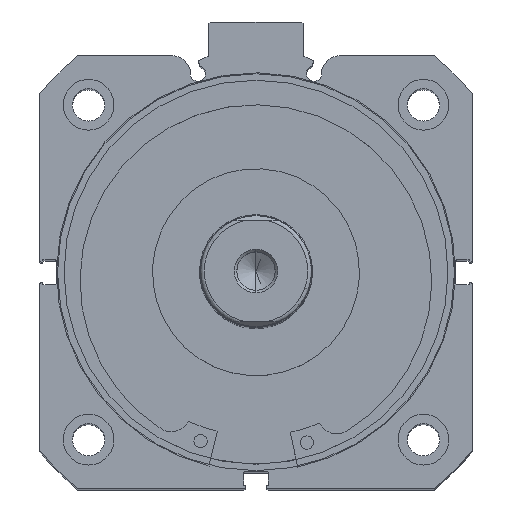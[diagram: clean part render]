
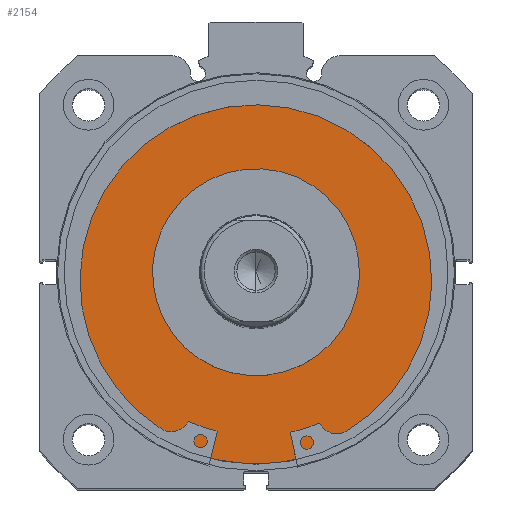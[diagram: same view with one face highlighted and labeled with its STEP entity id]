
A CAD part, top view. The second image highlights one B-rep face of the part: STEP entity #2154.
In plain terms, the highlighted face is planar.
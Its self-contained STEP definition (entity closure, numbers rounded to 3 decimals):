
#481 = DIRECTION ( 'NONE',  ( 0., 0., -1. ) ) ;
#484 = DIRECTION ( 'NONE',  ( 1., 0., 0. ) ) ;
#485 = PLANE ( 'NONE',  #4595 ) ;
#492 = CARTESIAN_POINT ( 'NONE',  ( 5.5, 51., 0. ) ) ;
#629 = EDGE_LOOP ( 'NONE', ( #3050, #3057 ) ) ;
#631 = EDGE_LOOP ( 'NONE', ( #3035, #3062 ) ) ;
#1246 = CARTESIAN_POINT ( 'NONE',  ( 5.5, 0., -51. ) ) ;
#1345 = VERTEX_POINT ( 'NONE', #1246 ) ;
#1465 = VERTEX_POINT ( 'NONE', #1806 ) ;
#1467 = VERTEX_POINT ( 'NONE', #1763 ) ;
#1589 = VERTEX_POINT ( 'NONE', #1943 ) ;
#1763 = CARTESIAN_POINT ( 'NONE',  ( 5.5, 0., 27.5 ) ) ;
#1806 = CARTESIAN_POINT ( 'NONE',  ( 5.5, 0., -27.5 ) ) ;
#1943 = CARTESIAN_POINT ( 'NONE',  ( 5.5, 0., 51. ) ) ;
#2154 = ADVANCED_FACE ( 'NONE', ( #4005, #4016 ), #485, .F. ) ;
#2866 = EDGE_CURVE ( 'NONE', #1465, #1467, #6239, .T. ) ;
#2886 = EDGE_CURVE ( 'NONE', #1345, #1589, #6257, .T. ) ;
#2926 = EDGE_CURVE ( 'NONE', #1589, #1345, #6310, .T. ) ;
#3022 = EDGE_CURVE ( 'NONE', #1467, #1465, #6440, .T. ) ;
#3035 = ORIENTED_EDGE ( 'NONE', *, *, #3022, .F. ) ;
#3050 = ORIENTED_EDGE ( 'NONE', *, *, #2926, .T. ) ;
#3057 = ORIENTED_EDGE ( 'NONE', *, *, #2886, .T. ) ;
#3062 = ORIENTED_EDGE ( 'NONE', *, *, #2866, .F. ) ;
#4005 = FACE_BOUND ( 'NONE', #631, .T. ) ;
#4016 = FACE_OUTER_BOUND ( 'NONE', #629, .T. ) ;
#4595 = AXIS2_PLACEMENT_3D ( 'NONE', #492, #484, #481 ) ;
#4788 = AXIS2_PLACEMENT_3D ( 'NONE', #5195, #5196, #5197 ) ;
#4791 = AXIS2_PLACEMENT_3D ( 'NONE', #5224, #5225, #5226 ) ;
#4808 = AXIS2_PLACEMENT_3D ( 'NONE', #5338, #5369, #5370 ) ;
#4855 = AXIS2_PLACEMENT_3D ( 'NONE', #5593, #5594, #5595 ) ;
#5195 = CARTESIAN_POINT ( 'NONE',  ( 5.5, 0., 0. ) ) ;
#5196 = DIRECTION ( 'NONE',  ( -1., 0., 0. ) ) ;
#5197 = DIRECTION ( 'NONE',  ( 0., 0., 1. ) ) ;
#5224 = CARTESIAN_POINT ( 'NONE',  ( 5.5, 0., 0. ) ) ;
#5225 = DIRECTION ( 'NONE',  ( -1., 0., 0. ) ) ;
#5226 = DIRECTION ( 'NONE',  ( 0., 0., 1. ) ) ;
#5338 = CARTESIAN_POINT ( 'NONE',  ( 5.5, 0., 0. ) ) ;
#5369 = DIRECTION ( 'NONE',  ( -1., 0., 0. ) ) ;
#5370 = DIRECTION ( 'NONE',  ( 0., 0., 1. ) ) ;
#5593 = CARTESIAN_POINT ( 'NONE',  ( 5.5, 0., 0. ) ) ;
#5594 = DIRECTION ( 'NONE',  ( -1., 0., 0. ) ) ;
#5595 = DIRECTION ( 'NONE',  ( 0., 0., 1. ) ) ;
#6239 = CIRCLE ( 'NONE', #4788, 27.5 ) ;
#6257 = CIRCLE ( 'NONE', #4791, 51. ) ;
#6310 = CIRCLE ( 'NONE', #4808, 51. ) ;
#6440 = CIRCLE ( 'NONE', #4855, 27.5 ) ;
